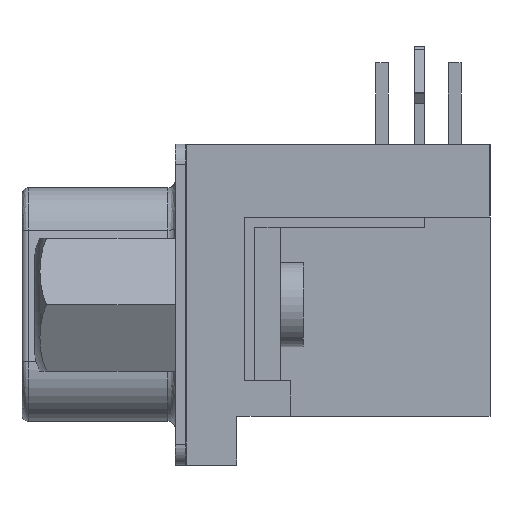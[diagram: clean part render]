
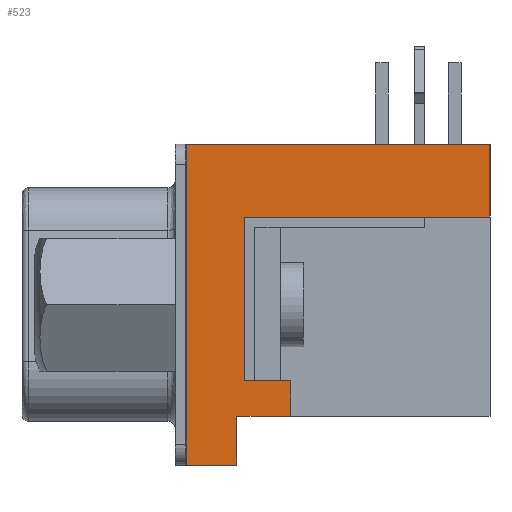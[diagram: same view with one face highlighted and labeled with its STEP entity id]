
A CAD part, left-side view. The second image highlights one B-rep face of the part: STEP entity #523.
In plain terms, the highlighted planar face has unit normal (-1, 0, 0).
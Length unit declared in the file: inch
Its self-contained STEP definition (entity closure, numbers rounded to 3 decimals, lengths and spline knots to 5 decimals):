
#247 = ORIENTED_EDGE ( 'NONE', *, *, #505, .F. ) ;
#461 = EDGE_LOOP ( 'NONE', ( #530, #522, #247, #509, #512, #511, #507, #515, #508, #493 ) ) ;
#493 = ORIENTED_EDGE ( 'NONE', *, *, #10249, .T. ) ;
#505 = EDGE_CURVE ( 'NONE', #506, #528, #6138, .T. ) ;
#506 = VERTEX_POINT ( 'NONE', #6191 ) ;
#507 = ORIENTED_EDGE ( 'NONE', *, *, #10472, .T. ) ;
#508 = ORIENTED_EDGE ( 'NONE', *, *, #10369, .T. ) ;
#509 = ORIENTED_EDGE ( 'NONE', *, *, #510, .F. ) ;
#510 = EDGE_CURVE ( 'NONE', #10514, #506, #6131, .T. ) ;
#511 = ORIENTED_EDGE ( 'NONE', *, *, #10445, .T. ) ;
#512 = ORIENTED_EDGE ( 'NONE', *, *, #10464, .T. ) ;
#513 = EDGE_CURVE ( 'NONE', #10302, #10456, #6136, .T. ) ;
#515 = ORIENTED_EDGE ( 'NONE', *, *, #513, .F. ) ;
#522 = ORIENTED_EDGE ( 'NONE', *, *, #531, .T. ) ;
#523 = ADVANCED_FACE ( 'NONE', ( #6183 ), #6174, .T. ) ;
#528 = VERTEX_POINT ( 'NONE', #6184 ) ;
#530 = ORIENTED_EDGE ( 'NONE', *, *, #10222, .T. ) ;
#531 = EDGE_CURVE ( 'NONE', #10233, #528, #6208, .T. ) ;
#6129 = VECTOR ( 'NONE', #6190, 39.37008 ) ;
#6131 = LINE ( 'NONE', #6153, #6187 ) ;
#6135 = CARTESIAN_POINT ( 'NONE',  ( -0.6065, -0.4685, -0.17224 ) ) ;
#6136 = LINE ( 'NONE', #6135, #6182 ) ;
#6137 = CARTESIAN_POINT ( 'NONE',  ( -0.6065, -0.4685, 0.24705 ) ) ;
#6138 = LINE ( 'NONE', #6137, #6129 ) ;
#6152 = DIRECTION ( 'NONE',  ( 0., -1., 0. ) ) ;
#6153 = CARTESIAN_POINT ( 'NONE',  ( -0.6065, 0., 0.24705 ) ) ;
#6166 = DIRECTION ( 'NONE',  ( 0., 0., 1. ) ) ;
#6167 = DIRECTION ( 'NONE',  ( -1., 0., 0. ) ) ;
#6168 = CARTESIAN_POINT ( 'NONE',  ( -0.6065, 0., -0.21555 ) ) ;
#6174 = PLANE ( 'NONE',  #6179 ) ;
#6179 = AXIS2_PLACEMENT_3D ( 'NONE', #6168, #6167, #6166 ) ;
#6181 = DIRECTION ( 'NONE',  ( 0., 1., 0. ) ) ;
#6182 = VECTOR ( 'NONE', #6181, 39.37008 ) ;
#6183 = FACE_OUTER_BOUND ( 'NONE', #461, .T. ) ;
#6184 = CARTESIAN_POINT ( 'NONE',  ( -0.6065, -0.4685, 0.13484 ) ) ;
#6187 = VECTOR ( 'NONE', #6152, 39.37008 ) ;
#6190 = DIRECTION ( 'NONE',  ( 0., 0., -1. ) ) ;
#6191 = CARTESIAN_POINT ( 'NONE',  ( -0.6065, -0.4685, 0.24705 ) ) ;
#6205 = DIRECTION ( 'NONE',  ( 0., -1., 0. ) ) ;
#6206 = VECTOR ( 'NONE', #6205, 39.37008 ) ;
#6207 = CARTESIAN_POINT ( 'NONE',  ( -0.6065, -0.4685, 0.13484 ) ) ;
#6208 = LINE ( 'NONE', #6207, #6206 ) ;
#10222 = EDGE_CURVE ( 'NONE', #10256, #10233, #12113, .T. ) ;
#10233 = VERTEX_POINT ( 'NONE', #12103 ) ;
#10249 = EDGE_CURVE ( 'NONE', #10259, #10256, #12087, .T. ) ;
#10256 = VERTEX_POINT ( 'NONE', #12124 ) ;
#10259 = VERTEX_POINT ( 'NONE', #12082 ) ;
#10302 = VERTEX_POINT ( 'NONE', #12227 ) ;
#10369 = EDGE_CURVE ( 'NONE', #10302, #10259, #12319, .T. ) ;
#10445 = EDGE_CURVE ( 'NONE', #10453, #10455, #11647, .T. ) ;
#10453 = VERTEX_POINT ( 'NONE', #12410 ) ;
#10455 = VERTEX_POINT ( 'NONE', #12458 ) ;
#10456 = VERTEX_POINT ( 'NONE', #12456 ) ;
#10464 = EDGE_CURVE ( 'NONE', #10514, #10453, #12437, .T. ) ;
#10472 = EDGE_CURVE ( 'NONE', #10455, #10456, #12479, .T. ) ;
#10514 = VERTEX_POINT ( 'NONE', #12547 ) ;
#11613 = DIRECTION ( 'NONE',  ( 0., -1., 0. ) ) ;
#11644 = CARTESIAN_POINT ( 'NONE',  ( -0.6065, 0., -0.24705 ) ) ;
#11647 = LINE ( 'NONE', #11644, #11660 ) ;
#11660 = VECTOR ( 'NONE', #11613, 39.37008 ) ;
#12082 = CARTESIAN_POINT ( 'NONE',  ( -0.6065, -0.16142, -0.11713 ) ) ;
#12086 = CARTESIAN_POINT ( 'NONE',  ( -0.6065, 0., -0.11713 ) ) ;
#12087 = LINE ( 'NONE', #12086, #12139 ) ;
#12103 = CARTESIAN_POINT ( 'NONE',  ( -0.6065, -0.09055, 0.13484 ) ) ;
#12110 = DIRECTION ( 'NONE',  ( 0., 0., 1. ) ) ;
#12111 = VECTOR ( 'NONE', #12110, 39.37008 ) ;
#12112 = CARTESIAN_POINT ( 'NONE',  ( -0.6065, -0.09055, -0.21555 ) ) ;
#12113 = LINE ( 'NONE', #12112, #12111 ) ;
#12124 = CARTESIAN_POINT ( 'NONE',  ( -0.6065, -0.09055, -0.11713 ) ) ;
#12138 = DIRECTION ( 'NONE',  ( 0., 1., 0. ) ) ;
#12139 = VECTOR ( 'NONE', #12138, 39.37008 ) ;
#12227 = CARTESIAN_POINT ( 'NONE',  ( -0.6065, -0.16142, -0.17224 ) ) ;
#12316 = DIRECTION ( 'NONE',  ( 0., 0., 1. ) ) ;
#12317 = VECTOR ( 'NONE', #12316, 39.37008 ) ;
#12318 = CARTESIAN_POINT ( 'NONE',  ( -0.6065, -0.16142, -0.21555 ) ) ;
#12319 = LINE ( 'NONE', #12318, #12317 ) ;
#12410 = CARTESIAN_POINT ( 'NONE',  ( -0.6065, -0.00079, -0.24705 ) ) ;
#12437 = LINE ( 'NONE', #12486, #12485 ) ;
#12456 = CARTESIAN_POINT ( 'NONE',  ( -0.6065, -0.07874, -0.17224 ) ) ;
#12458 = CARTESIAN_POINT ( 'NONE',  ( -0.6065, -0.07874, -0.24705 ) ) ;
#12471 = DIRECTION ( 'NONE',  ( 0., 0., 1. ) ) ;
#12472 = VECTOR ( 'NONE', #12471, 39.37008 ) ;
#12479 = LINE ( 'NONE', #12481, #12472 ) ;
#12481 = CARTESIAN_POINT ( 'NONE',  ( -0.6065, -0.07874, -0.21555 ) ) ;
#12484 = DIRECTION ( 'NONE',  ( 0., 0., -1. ) ) ;
#12485 = VECTOR ( 'NONE', #12484, 39.37008 ) ;
#12486 = CARTESIAN_POINT ( 'NONE',  ( -0.6065, -0.00079, -0.21555 ) ) ;
#12547 = CARTESIAN_POINT ( 'NONE',  ( -0.6065, -0.00079, 0.24705 ) ) ;
